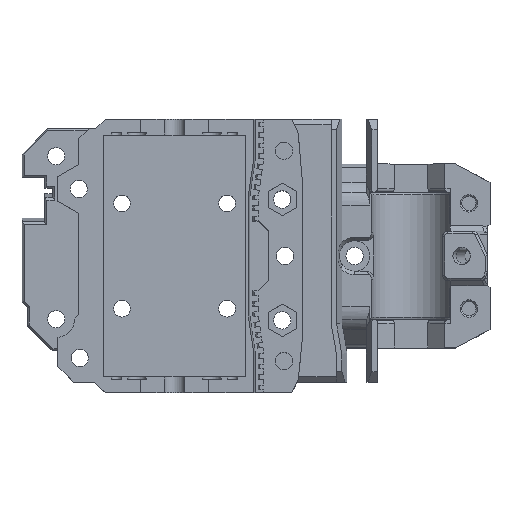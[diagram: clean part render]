
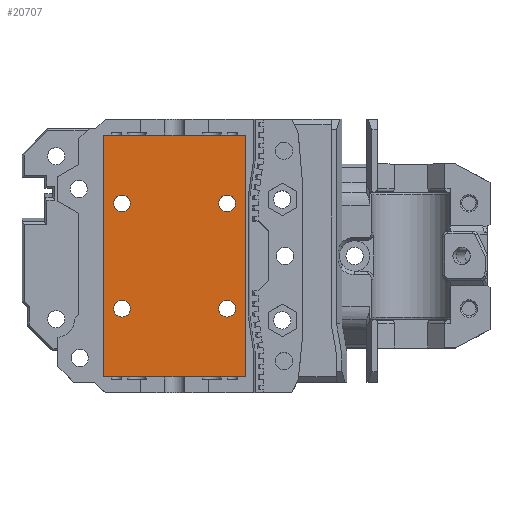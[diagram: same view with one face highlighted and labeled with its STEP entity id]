
A CAD part, top view. The second image highlights one B-rep face of the part: STEP entity #20707.
In plain terms, the highlighted planar face has unit normal (0, 0, 1).
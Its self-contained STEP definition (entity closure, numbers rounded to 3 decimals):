
#2 = DIRECTION ( 'NONE',  ( 0., 0., 1. ) ) ;
#113 = CARTESIAN_POINT ( 'NONE',  ( 19., 16., 6.04 ) ) ;
#120 = AXIS2_PLACEMENT_3D ( 'NONE', #17183, #13045, #6304 ) ;
#245 = LINE ( 'NONE', #15126, #6771 ) ;
#478 = DIRECTION ( 'NONE',  ( 1., 0., 0. ) ) ;
#480 = EDGE_CURVE ( 'NONE', #13435, #1434, #6005, .T. ) ;
#746 = ORIENTED_EDGE ( 'NONE', *, *, #1075, .F. ) ;
#809 = CARTESIAN_POINT ( 'NONE',  ( 42.5, 49., 6.04 ) ) ;
#938 = DIRECTION ( 'NONE',  ( 0., 0., 1. ) ) ;
#1075 = EDGE_CURVE ( 'NONE', #18343, #8690, #15491, .T. ) ;
#1226 = ORIENTED_EDGE ( 'NONE', *, *, #22372, .F. ) ;
#1281 = VERTEX_POINT ( 'NONE', #8512 ) ;
#1338 = DIRECTION ( 'NONE',  ( 0., 0., 1. ) ) ;
#1434 = VERTEX_POINT ( 'NONE', #5417 ) ;
#1475 = DIRECTION ( 'NONE',  ( 0., 1., 0. ) ) ;
#1760 = EDGE_CURVE ( 'NONE', #8196, #14720, #8882, .T. ) ;
#1798 = CARTESIAN_POINT ( 'NONE',  ( 42.5, 49., 6.04 ) ) ;
#1984 = CARTESIAN_POINT ( 'NONE',  ( 37.4, 36., 6.04 ) ) ;
#2077 = DIRECTION ( 'NONE',  ( 0., 0., 1. ) ) ;
#2244 = CARTESIAN_POINT ( 'NONE',  ( 39., 16., 6.04 ) ) ;
#2692 = DIRECTION ( 'NONE',  ( 0., -1., 0. ) ) ;
#3564 = ORIENTED_EDGE ( 'NONE', *, *, #16787, .T. ) ;
#3832 = DIRECTION ( 'NONE',  ( 1., 0., 0. ) ) ;
#3960 = CARTESIAN_POINT ( 'NONE',  ( 19., 36., 6.04 ) ) ;
#4124 = ORIENTED_EDGE ( 'NONE', *, *, #480, .T. ) ;
#4484 = AXIS2_PLACEMENT_3D ( 'NONE', #21575, #14827, #21921 ) ;
#4964 = ORIENTED_EDGE ( 'NONE', *, *, #22456, .T. ) ;
#4992 = CIRCLE ( 'NONE', #15953, 1.6 ) ;
#5374 = VECTOR ( 'NONE', #19457, 1000. ) ;
#5417 = CARTESIAN_POINT ( 'NONE',  ( 42.5, 3., 6.04 ) ) ;
#5923 = CARTESIAN_POINT ( 'NONE',  ( 40.6, 16., 6.04 ) ) ;
#6005 = LINE ( 'NONE', #8569, #5374 ) ;
#6304 = DIRECTION ( 'NONE',  ( 1., 0., 0. ) ) ;
#6586 = CARTESIAN_POINT ( 'NONE',  ( 19., 36., 6.04 ) ) ;
#6771 = VECTOR ( 'NONE', #2692, 1000. ) ;
#6888 = CARTESIAN_POINT ( 'NONE',  ( 15.5, 49., 6.04 ) ) ;
#7416 = DIRECTION ( 'NONE',  ( 1., 0., 0. ) ) ;
#7598 = EDGE_CURVE ( 'NONE', #11097, #13435, #245, .T. ) ;
#7884 = FACE_BOUND ( 'NONE', #8791, .T. ) ;
#8132 = DIRECTION ( 'NONE',  ( 0., 0., 1. ) ) ;
#8196 = VERTEX_POINT ( 'NONE', #18034 ) ;
#8512 = CARTESIAN_POINT ( 'NONE',  ( 17.4, 16., 6.04 ) ) ;
#8516 = CARTESIAN_POINT ( 'NONE',  ( 20.6, 36., 6.04 ) ) ;
#8569 = CARTESIAN_POINT ( 'NONE',  ( 42.5, 3., 6.04 ) ) ;
#8690 = VERTEX_POINT ( 'NONE', #5923 ) ;
#8791 = EDGE_LOOP ( 'NONE', ( #1226, #19633 ) ) ;
#8866 = EDGE_CURVE ( 'NONE', #8690, #18343, #4992, .T. ) ;
#8882 = CIRCLE ( 'NONE', #10387, 1.6 ) ;
#9079 = ORIENTED_EDGE ( 'NONE', *, *, #11686, .F. ) ;
#9083 = ORIENTED_EDGE ( 'NONE', *, *, #8866, .F. ) ;
#9231 = DIRECTION ( 'NONE',  ( 0., 0., 1. ) ) ;
#10387 = AXIS2_PLACEMENT_3D ( 'NONE', #6586, #8132, #20663 ) ;
#10772 = AXIS2_PLACEMENT_3D ( 'NONE', #113, #2, #14534 ) ;
#10846 = ORIENTED_EDGE ( 'NONE', *, *, #15917, .F. ) ;
#11091 = CIRCLE ( 'NONE', #12988, 1.6 ) ;
#11097 = VERTEX_POINT ( 'NONE', #6888 ) ;
#11329 = VERTEX_POINT ( 'NONE', #16573 ) ;
#11402 = PLANE ( 'NONE',  #16109 ) ;
#11686 = EDGE_CURVE ( 'NONE', #1281, #21334, #18716, .T. ) ;
#12096 = LINE ( 'NONE', #21345, #22056 ) ;
#12507 = ORIENTED_EDGE ( 'NONE', *, *, #16554, .F. ) ;
#12988 = AXIS2_PLACEMENT_3D ( 'NONE', #3960, #13083, #3832 ) ;
#13045 = DIRECTION ( 'NONE',  ( 0., 0., 1. ) ) ;
#13083 = DIRECTION ( 'NONE',  ( 0., 0., 1. ) ) ;
#13084 = FACE_BOUND ( 'NONE', #22249, .T. ) ;
#13200 = FACE_BOUND ( 'NONE', #23140, .T. ) ;
#13435 = VERTEX_POINT ( 'NONE', #18548 ) ;
#13632 = ORIENTED_EDGE ( 'NONE', *, *, #7598, .T. ) ;
#14344 = LINE ( 'NONE', #1798, #20309 ) ;
#14534 = DIRECTION ( 'NONE',  ( 1., 0., 0. ) ) ;
#14638 = AXIS2_PLACEMENT_3D ( 'NONE', #20975, #1338, #21091 ) ;
#14684 = CIRCLE ( 'NONE', #4484, 1.6 ) ;
#14720 = VERTEX_POINT ( 'NONE', #8516 ) ;
#14817 = VERTEX_POINT ( 'NONE', #1984 ) ;
#14827 = DIRECTION ( 'NONE',  ( 0., 0., 1. ) ) ;
#15017 = DIRECTION ( 'NONE',  ( 1., 0., 0. ) ) ;
#15126 = CARTESIAN_POINT ( 'NONE',  ( 15.5, 3., 6.04 ) ) ;
#15491 = CIRCLE ( 'NONE', #22657, 1.6 ) ;
#15761 = EDGE_LOOP ( 'NONE', ( #10846, #9079 ) ) ;
#15786 = CIRCLE ( 'NONE', #14638, 1.6 ) ;
#15917 = EDGE_CURVE ( 'NONE', #21334, #1281, #19775, .T. ) ;
#15953 = AXIS2_PLACEMENT_3D ( 'NONE', #17143, #938, #15017 ) ;
#16109 = AXIS2_PLACEMENT_3D ( 'NONE', #20175, #2077, #7416 ) ;
#16554 = EDGE_CURVE ( 'NONE', #14720, #8196, #11091, .T. ) ;
#16573 = CARTESIAN_POINT ( 'NONE',  ( 40.6, 36., 6.04 ) ) ;
#16787 = EDGE_CURVE ( 'NONE', #1434, #21525, #12096, .T. ) ;
#16993 = FACE_BOUND ( 'NONE', #15761, .T. ) ;
#17047 = ORIENTED_EDGE ( 'NONE', *, *, #1760, .F. ) ;
#17143 = CARTESIAN_POINT ( 'NONE',  ( 39., 16., 6.04 ) ) ;
#17183 = CARTESIAN_POINT ( 'NONE',  ( 19., 16., 6.04 ) ) ;
#17787 = DIRECTION ( 'NONE',  ( -1., 0., 0. ) ) ;
#18034 = CARTESIAN_POINT ( 'NONE',  ( 17.4, 36., 6.04 ) ) ;
#18343 = VERTEX_POINT ( 'NONE', #19697 ) ;
#18548 = CARTESIAN_POINT ( 'NONE',  ( 15.5, 3., 6.04 ) ) ;
#18716 = CIRCLE ( 'NONE', #10772, 1.6 ) ;
#19457 = DIRECTION ( 'NONE',  ( 1., 0., 0. ) ) ;
#19633 = ORIENTED_EDGE ( 'NONE', *, *, #22173, .F. ) ;
#19697 = CARTESIAN_POINT ( 'NONE',  ( 37.4, 16., 6.04 ) ) ;
#19775 = CIRCLE ( 'NONE', #120, 1.6 ) ;
#19980 = CARTESIAN_POINT ( 'NONE',  ( 20.6, 16., 6.04 ) ) ;
#20175 = CARTESIAN_POINT ( 'NONE',  ( 0., 0., 6.04 ) ) ;
#20309 = VECTOR ( 'NONE', #17787, 1000. ) ;
#20418 = FACE_OUTER_BOUND ( 'NONE', #20850, .T. ) ;
#20663 = DIRECTION ( 'NONE',  ( 1., 0., 0. ) ) ;
#20707 = ADVANCED_FACE ( 'NONE', ( #13084, #7884, #13200, #16993, #20418 ), #11402, .T. ) ;
#20850 = EDGE_LOOP ( 'NONE', ( #4124, #3564, #4964, #13632 ) ) ;
#20975 = CARTESIAN_POINT ( 'NONE',  ( 39., 36., 6.04 ) ) ;
#21091 = DIRECTION ( 'NONE',  ( 1., 0., 0. ) ) ;
#21334 = VERTEX_POINT ( 'NONE', #19980 ) ;
#21345 = CARTESIAN_POINT ( 'NONE',  ( 42.5, 3., 6.04 ) ) ;
#21525 = VERTEX_POINT ( 'NONE', #809 ) ;
#21575 = CARTESIAN_POINT ( 'NONE',  ( 39., 36., 6.04 ) ) ;
#21921 = DIRECTION ( 'NONE',  ( 1., 0., 0. ) ) ;
#22056 = VECTOR ( 'NONE', #1475, 1000. ) ;
#22173 = EDGE_CURVE ( 'NONE', #14817, #11329, #14684, .T. ) ;
#22249 = EDGE_LOOP ( 'NONE', ( #9083, #746 ) ) ;
#22372 = EDGE_CURVE ( 'NONE', #11329, #14817, #15786, .T. ) ;
#22456 = EDGE_CURVE ( 'NONE', #21525, #11097, #14344, .T. ) ;
#22657 = AXIS2_PLACEMENT_3D ( 'NONE', #2244, #9231, #478 ) ;
#23140 = EDGE_LOOP ( 'NONE', ( #12507, #17047 ) ) ;
